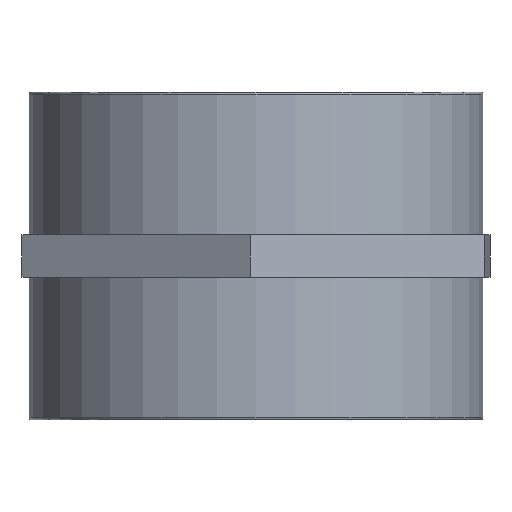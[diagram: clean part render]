
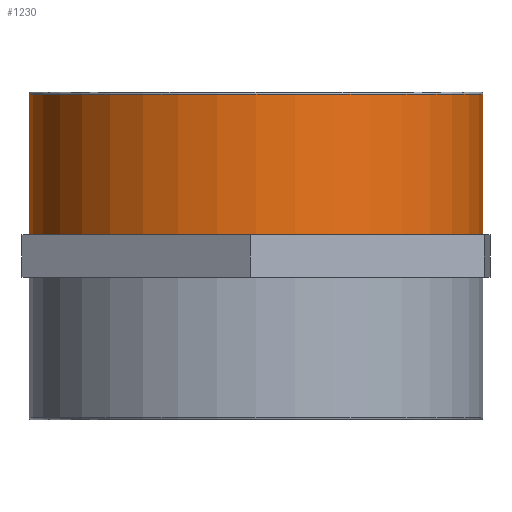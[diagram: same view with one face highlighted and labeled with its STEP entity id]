
A CAD part, front view. The second image highlights one B-rep face of the part: STEP entity #1230.
In plain terms, the highlighted cylindrical face has radius 53 mm (diameter 106 mm), a full revolution.
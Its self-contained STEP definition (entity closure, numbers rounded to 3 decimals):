
#258=FACE_BOUND('',#333,.T.);
#282=FACE_OUTER_BOUND('',#332,.T.);
#332=EDGE_LOOP('',(#839));
#333=EDGE_LOOP('',(#840));
#382=CIRCLE('',#1290,53.);
#383=CIRCLE('',#1292,53.);
#419=VERTEX_POINT('',#1518);
#420=VERTEX_POINT('',#1521);
#610=EDGE_CURVE('',#419,#419,#382,.T.);
#611=EDGE_CURVE('',#420,#420,#383,.T.);
#839=ORIENTED_EDGE('',*,*,#611,.F.);
#840=ORIENTED_EDGE('',*,*,#610,.T.);
#1209=CYLINDRICAL_SURFACE('',#1291,53.);
#1230=ADVANCED_FACE('',(#282,#258),#1209,.T.);
#1290=AXIS2_PLACEMENT_3D('',#1519,#1385,#1386);
#1291=AXIS2_PLACEMENT_3D('',#1520,#1387,#1388);
#1292=AXIS2_PLACEMENT_3D('',#1522,#1389,#1390);
#1385=DIRECTION('center_axis',(0.,0.,1.));
#1386=DIRECTION('ref_axis',(-1.,0.,0.));
#1387=DIRECTION('center_axis',(0.,0.,1.));
#1388=DIRECTION('ref_axis',(-1.,0.,0.));
#1389=DIRECTION('center_axis',(0.,0.,1.));
#1390=DIRECTION('ref_axis',(-1.,0.,0.));
#1518=CARTESIAN_POINT('',(53.,0.,5.));
#1519=CARTESIAN_POINT('Origin',(0.,0.,5.));
#1520=CARTESIAN_POINT('Origin',(0.,0.,0.));
#1521=CARTESIAN_POINT('',(53.,0.,37.8));
#1522=CARTESIAN_POINT('Origin',(0.,0.,37.8));
